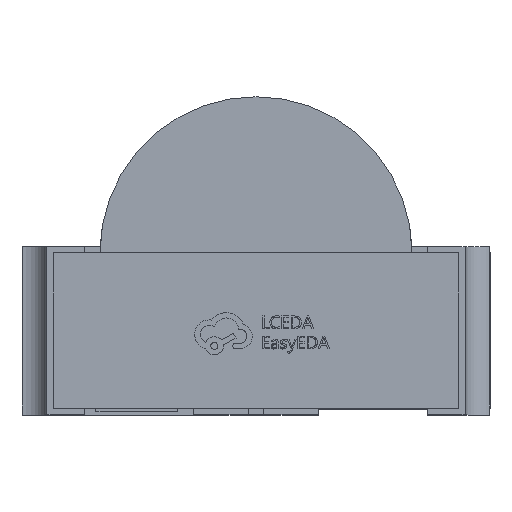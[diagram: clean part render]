
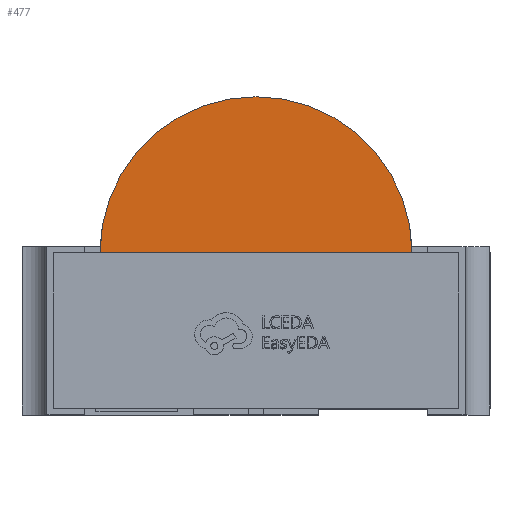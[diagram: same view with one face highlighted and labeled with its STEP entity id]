
A CAD part, top view. The second image highlights one B-rep face of the part: STEP entity #477.
In plain terms, the highlighted planar face has unit normal (0, 0, 1).
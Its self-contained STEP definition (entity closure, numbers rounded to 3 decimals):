
#477 = ADVANCED_FACE ( 'NONE', ( #12294 ), #9545, .T. ) ;
#1363 = AXIS2_PLACEMENT_3D ( 'NONE', #9308, #10275, #3110 ) ;
#3110 = DIRECTION ( 'NONE',  ( 0., -1., 0. ) ) ;
#5204 = VECTOR ( 'NONE', #6115, 1000. ) ;
#6115 = DIRECTION ( 'NONE',  ( 1., 0., 0. ) ) ;
#7725 = LINE ( 'NONE', #17570, #5204 ) ;
#7737 = VERTEX_POINT ( 'NONE', #8816 ) ;
#8534 = EDGE_CURVE ( 'NONE', #13673, #7737, #14927, .T. ) ;
#8816 = CARTESIAN_POINT ( 'NONE',  ( -1., 0.5, 0.495 ) ) ;
#9308 = CARTESIAN_POINT ( 'NONE',  ( 0., 0.5, 0.495 ) ) ;
#9366 = DIRECTION ( 'NONE',  ( 0., 0., 1. ) ) ;
#9396 = ORIENTED_EDGE ( 'NONE', *, *, #13277, .T. ) ;
#9545 = PLANE ( 'NONE',  #17951 ) ;
#10275 = DIRECTION ( 'NONE',  ( 0., 0., 1. ) ) ;
#10848 = DIRECTION ( 'NONE',  ( 0., -1., 0. ) ) ;
#11343 = EDGE_LOOP ( 'NONE', ( #11588, #9396 ) ) ;
#11588 = ORIENTED_EDGE ( 'NONE', *, *, #8534, .T. ) ;
#11943 = CARTESIAN_POINT ( 'NONE',  ( 1., 0.5, 0.495 ) ) ;
#12294 = FACE_OUTER_BOUND ( 'NONE', #11343, .T. ) ;
#13277 = EDGE_CURVE ( 'NONE', #7737, #13673, #7725, .T. ) ;
#13673 = VERTEX_POINT ( 'NONE', #11943 ) ;
#14927 = CIRCLE ( 'NONE', #1363, 1. ) ;
#17570 = CARTESIAN_POINT ( 'NONE',  ( -1., 0.5, 0.495 ) ) ;
#17951 = AXIS2_PLACEMENT_3D ( 'NONE', #18313, #9366, #10848 ) ;
#18313 = CARTESIAN_POINT ( 'NONE',  ( 0., 0.5, 0.495 ) ) ;
